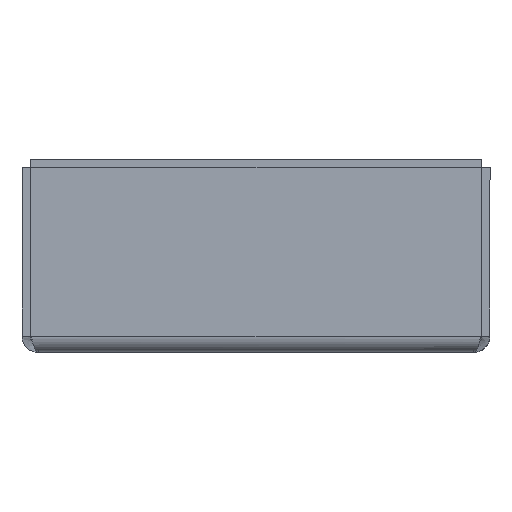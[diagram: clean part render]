
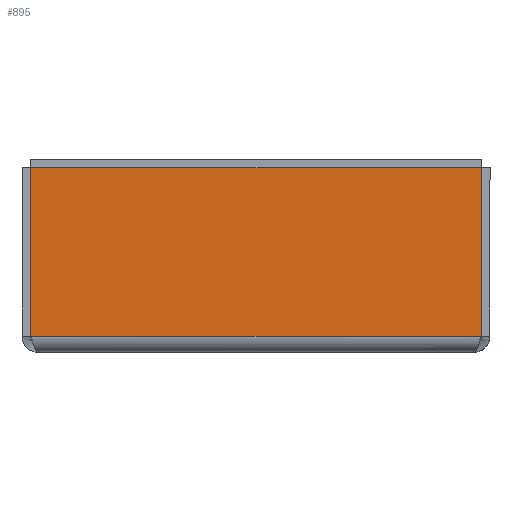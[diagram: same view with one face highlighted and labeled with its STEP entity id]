
A CAD part, left-side view. The second image highlights one B-rep face of the part: STEP entity #895.
In plain terms, the highlighted planar face has unit normal (-1, 0, 0).
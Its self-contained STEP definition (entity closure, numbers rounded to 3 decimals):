
#71=FACE_OUTER_BOUND('',#123,.T.);
#123=EDGE_LOOP('',(#658,#659,#660,#661));
#214=LINE('',#1239,#297);
#223=LINE('',#1567,#306);
#227=LINE('',#1574,#310);
#233=LINE('',#1638,#316);
#297=VECTOR('',#1035,10.);
#306=VECTOR('',#1048,10.);
#310=VECTOR('',#1054,10.);
#316=VECTOR('',#1062,10.);
#382=VERTEX_POINT('',#1236);
#383=VERTEX_POINT('',#1238);
#404=VERTEX_POINT('',#1566);
#406=VERTEX_POINT('',#1573);
#461=EDGE_CURVE('',#382,#383,#214,.T.);
#490=EDGE_CURVE('',#383,#404,#223,.T.);
#494=EDGE_CURVE('',#406,#404,#227,.T.);
#502=EDGE_CURVE('',#406,#382,#233,.T.);
#658=ORIENTED_EDGE('',*,*,#494,.T.);
#659=ORIENTED_EDGE('',*,*,#490,.F.);
#660=ORIENTED_EDGE('',*,*,#461,.F.);
#661=ORIENTED_EDGE('',*,*,#502,.F.);
#802=PLANE('',#954);
#895=ADVANCED_FACE('',(#71),#802,.F.);
#954=AXIS2_PLACEMENT_3D('',#1643,#1068,#1069);
#1035=DIRECTION('',(0.,-1.,0.));
#1048=DIRECTION('',(0.,0.,-1.));
#1054=DIRECTION('',(0.,-1.,0.));
#1062=DIRECTION('',(0.,0.,1.));
#1068=DIRECTION('center_axis',(1.,0.,0.));
#1069=DIRECTION('ref_axis',(0.,0.,-1.));
#1236=CARTESIAN_POINT('',(-264.5,54.929,8.));
#1238=CARTESIAN_POINT('',(-264.5,-54.929,8.));
#1239=CARTESIAN_POINT('',(-264.5,54.929,8.));
#1566=CARTESIAN_POINT('',(-264.5,-54.929,-33.));
#1567=CARTESIAN_POINT('',(-264.5,-54.929,-33.));
#1573=CARTESIAN_POINT('',(-264.5,54.929,-33.));
#1574=CARTESIAN_POINT('',(-264.5,0.,-33.));
#1638=CARTESIAN_POINT('',(-264.5,54.929,-33.));
#1643=CARTESIAN_POINT('Origin',(-264.5,0.,-14.529));
